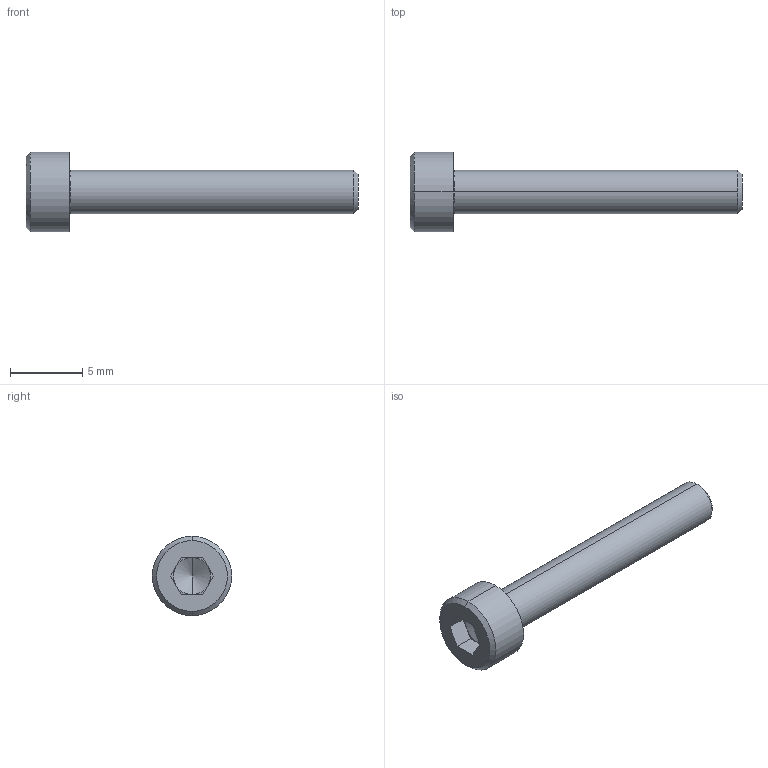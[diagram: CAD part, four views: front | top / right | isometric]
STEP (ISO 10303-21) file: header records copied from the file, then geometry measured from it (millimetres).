
FILE_DESCRIPTION (( 'STEP AP214' ), '1' );
FILE_NAME ('socket head cap screw_am_B18.3.1M - 3 x 0.5 x 20 Hex SHCS -- 20CHX.step', '2017-10-17T01:01:02', ( '' ), ( '' ), 'SwSTEP 2.0', 'SolidWorks 2017', '' );
FILE_SCHEMA (( 'AUTOMOTIVE_DESIGN' ));
Length unit declared in the file: inch
Products named in the file (1): socket head cap screw_am_B18.3.1M - 3 x 0.5 x 20 Hex SHCS -- 20CHX
Bounding box: 23 x 5.5 x 5.5 mm (x, y, z)
Volume: 202.9 mm3; surface area: 295 mm2
Topology: 1 solids, 1 shells, 27 faces, 58 edges, 33 vertices
Faces by surface type: plane 15, cone 6, cylinder 4, bspline 2
Entity records: 1183 total; most frequent: CARTESIAN_POINT 215, DIRECTION 126, ORIENTED_EDGE 112, EDGE_CURVE 56, AXIS2_PLACEMENT_3D 46, VECTOR 34, LINE 34, VERTEX_POINT 33
